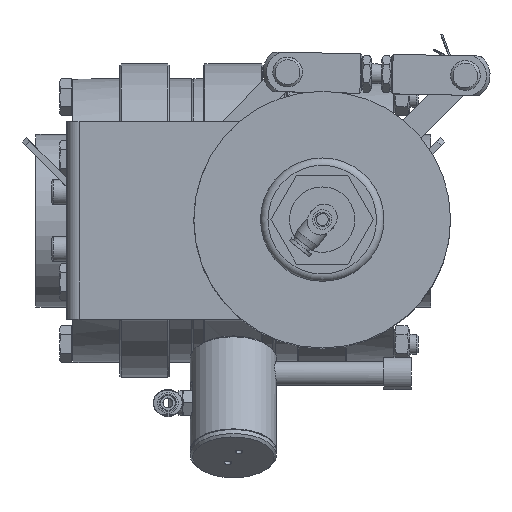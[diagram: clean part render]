
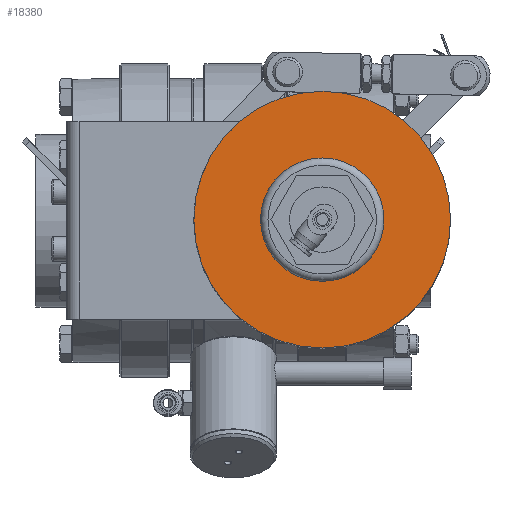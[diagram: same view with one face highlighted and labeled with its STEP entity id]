
A CAD part, top view. The second image highlights one B-rep face of the part: STEP entity #18380.
In plain terms, the highlighted planar face has unit normal (0, 0, 1).
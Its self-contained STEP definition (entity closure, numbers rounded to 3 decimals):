
#18303=CARTESIAN_POINT('',(0.,25.,254.4));
#18304=VERTEX_POINT('',#18303);
#18305=CARTESIAN_POINT('',(0.,0.,254.4));
#18306=DIRECTION('',(0.0,0.0,-1.0));
#18307=DIRECTION('',(0.0,1.0,0.0));
#18308=AXIS2_PLACEMENT_3D('',#18305,#18306,#18307);
#18309=CIRCLE('',#18308,25.0);
#18310=EDGE_CURVE('',#18304,#18304,#18309,.T.);
#18337=CARTESIAN_POINT('',(52.,0.,254.4));
#18338=VERTEX_POINT('',#18337);
#18339=CARTESIAN_POINT('',(0.,0.,254.4));
#18340=DIRECTION('',(0.0,0.0,-1.0));
#18341=DIRECTION('',(-1.0,0.0,0.0));
#18342=AXIS2_PLACEMENT_3D('',#18339,#18340,#18341);
#18343=CIRCLE('',#18342,52.0);
#18344=EDGE_CURVE('',#18338,#18338,#18343,.T.);
#18369=CARTESIAN_POINT('',(0.,0.,254.4));
#18370=DIRECTION('',(0.0,0.0,-1.0));
#18371=DIRECTION('',(-1.0,0.0,0.0));
#18372=AXIS2_PLACEMENT_3D('',#18369,#18370,#18371);
#18373=PLANE('',#18372);
#18374=ORIENTED_EDGE('',*,*,#18344,.F.);
#18375=EDGE_LOOP('',(#18374));
#18376=FACE_OUTER_BOUND('',#18375,.T.);
#18377=ORIENTED_EDGE('',*,*,#18310,.T.);
#18378=EDGE_LOOP('',(#18377));
#18379=FACE_BOUND('',#18378,.T.);
#18380=ADVANCED_FACE('',(#18376,#18379),#18373,.F.);
